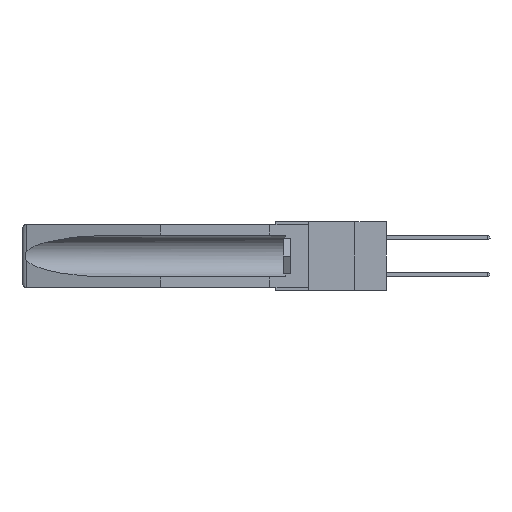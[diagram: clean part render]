
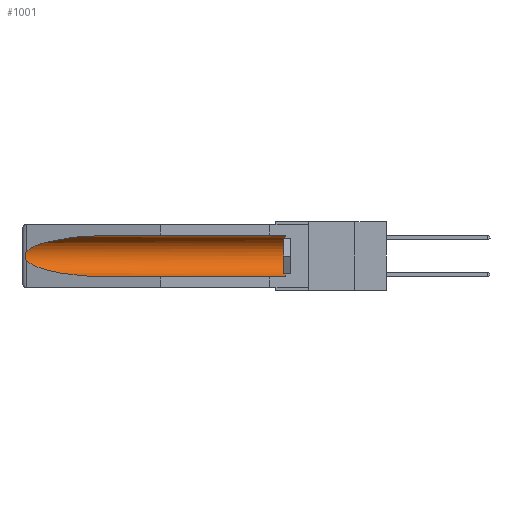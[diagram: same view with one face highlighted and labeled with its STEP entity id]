
A CAD part, left-side view. The second image highlights one B-rep face of the part: STEP entity #1001.
In plain terms, the highlighted cylindrical face has radius 2.857 mm (diameter 5.715 mm), a partial arc.
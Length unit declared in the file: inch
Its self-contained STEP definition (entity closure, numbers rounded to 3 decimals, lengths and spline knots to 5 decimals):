
#17 = AXIS2_PLACEMENT_3D ( 'NONE', #4530, #14228, #7720 ) ;
#70 = EDGE_LOOP ( 'NONE', ( #7698, #5714, #6495, #15204, #12789, #20888 ) ) ;
#366 = VECTOR ( 'NONE', #3801, 39.37008 ) ;
#799 = CARTESIAN_POINT ( 'NONE',  ( 0.26597, 1.5296, -0.19026 ) ) ;
#942 = CARTESIAN_POINT ( 'NONE',  ( 0.2673, 1.5327, -0.16383 ) ) ;
#1001 = ADVANCED_FACE ( 'NONE', ( #14100 ), #3714, .F. ) ;
#1902 = CARTESIAN_POINT ( 'NONE',  ( 0.26537, 1.52718, -0.19328 ) ) ;
#2338 = VECTOR ( 'NONE', #4185, 39.37008 ) ;
#2551 = CARTESIAN_POINT ( 'NONE',  ( 0.155, -0.30754, -0.284 ) ) ;
#2567 = EDGE_CURVE ( 'NONE', #8812, #7561, #20335, .T. ) ;
#3593 = VERTEX_POINT ( 'NONE', #18376 ) ;
#3714 = CYLINDRICAL_SURFACE ( 'NONE', #17, 0.1125 ) ;
#3749 = CARTESIAN_POINT ( 'NONE',  ( 0.155, 1.07973, -0.284 ) ) ;
#3801 = DIRECTION ( 'NONE',  ( 0., 1., 0. ) ) ;
#4185 = DIRECTION ( 'NONE',  ( 0., 1., 0. ) ) ;
#4523 = AXIS2_PLACEMENT_3D ( 'NONE', #5487, #7133, #11712 ) ;
#4530 = CARTESIAN_POINT ( 'NONE',  ( 0.155, -0.30754, -0.1715 ) ) ;
#5287 = CARTESIAN_POINT ( 'NONE',  ( 0.26537, 1.52718, -0.14972 ) ) ;
#5487 = CARTESIAN_POINT ( 'NONE',  ( 0.155, 0.126, -0.1715 ) ) ;
#5562 = CARTESIAN_POINT ( 'NONE',  ( 0.21114, 1.30732, -0.059 ) ) ;
#5714 = ORIENTED_EDGE ( 'NONE', *, *, #2567, .T. ) ;
#6495 = ORIENTED_EDGE ( 'NONE', *, *, #18781, .T. ) ;
#6912 = LINE ( 'NONE', #2551, #2338 ) ;
#6953 = CARTESIAN_POINT ( 'NONE',  ( 0.155, 1.07973, -0.059 ) ) ;
#7124 = CARTESIAN_POINT ( 'NONE',  ( 0.26655, 1.53094, -0.18657 ) ) ;
#7133 = DIRECTION ( 'NONE',  ( 0., -1., 0. ) ) ;
#7561 = VERTEX_POINT ( 'NONE', #1902 ) ;
#7698 = ORIENTED_EDGE ( 'NONE', *, *, #8639, .T. ) ;
#7720 = DIRECTION ( 'NONE',  ( 0., 0., 1. ) ) ;
#8018 = CARTESIAN_POINT ( 'NONE',  ( 0.26537, 1.52718, -0.19328 ) ) ;
#8364 = CARTESIAN_POINT ( 'NONE',  ( 0.21114, 1.30732, -0.284 ) ) ;
#8576 = CIRCLE ( 'NONE', #4523, 0.1125 ) ;
#8639 = EDGE_CURVE ( 'NONE', #16329, #8812, #14746, .T. ) ;
#8812 = VERTEX_POINT ( 'NONE', #9102 ) ;
#9102 = CARTESIAN_POINT ( 'NONE',  ( 0.26537, 1.52718, -0.14972 ) ) ;
#10376 = CARTESIAN_POINT ( 'NONE',  ( 0.155, 1.07973, -0.059 ) ) ;
#10499 = CARTESIAN_POINT ( 'NONE',  ( 0.2673, 1.53269, -0.17917 ) ) ;
#11556 = CARTESIAN_POINT ( 'NONE',  ( 0.25451, 1.48313, -0.24835 ) ) ;
#11668 = CARTESIAN_POINT ( 'NONE',  ( 0.155, 0.126, -0.284 ) ) ;
#11712 = DIRECTION ( 'NONE',  ( 0., 0., 1. ) ) ;
#12193 = CARTESIAN_POINT ( 'NONE',  ( 0.26654, 1.53092, -0.15636 ) ) ;
#12268 = CARTESIAN_POINT ( 'NONE',  ( 0.2675, 1.53308, -0.17534 ) ) ;
#12553 =( BOUNDED_CURVE ( )  B_SPLINE_CURVE ( 3, ( #8018, #11556, #8364, #3749 ),
 .UNSPECIFIED., .F., .F. ) 
 B_SPLINE_CURVE_WITH_KNOTS ( ( 4, 4 ),
 ( 0.1948, 1.5708 ),
 .UNSPECIFIED. ) 
 CURVE ( )  GEOMETRIC_REPRESENTATION_ITEM ( )  RATIONAL_B_SPLINE_CURVE ( ( 1., 0.848, 0.848, 1. ) ) 
 REPRESENTATION_ITEM ( '' )  );
#12789 = ORIENTED_EDGE ( 'NONE', *, *, #20851, .T. ) ;
#13362 = CARTESIAN_POINT ( 'NONE',  ( 0.25451, 1.48313, -0.09465 ) ) ;
#13744 = CARTESIAN_POINT ( 'NONE',  ( 0.26597, 1.52961, -0.15275 ) ) ;
#13783 = LINE ( 'NONE', #18521, #366 ) ;
#13814 = CARTESIAN_POINT ( 'NONE',  ( 0.26537, 1.52718, -0.19328 ) ) ;
#14100 = FACE_OUTER_BOUND ( 'NONE', #70, .T. ) ;
#14228 = DIRECTION ( 'NONE',  ( 0., 1., 0. ) ) ;
#14746 =( BOUNDED_CURVE ( )  B_SPLINE_CURVE ( 3, ( #10376, #5562, #13362, #5287 ),
 .UNSPECIFIED., .F., .F. ) 
 B_SPLINE_CURVE_WITH_KNOTS ( ( 4, 4 ),
 ( 4.71239, 6.08839 ),
 .UNSPECIFIED. ) 
 CURVE ( )  GEOMETRIC_REPRESENTATION_ITEM ( )  RATIONAL_B_SPLINE_CURVE ( ( 1., 0.848, 0.848, 1. ) ) 
 REPRESENTATION_ITEM ( '' )  );
#15204 = ORIENTED_EDGE ( 'NONE', *, *, #18444, .F. ) ;
#15783 = VERTEX_POINT ( 'NONE', #16671 ) ;
#16329 = VERTEX_POINT ( 'NONE', #6953 ) ;
#16671 = CARTESIAN_POINT ( 'NONE',  ( 0.155, 0.126, -0.059 ) ) ;
#16867 = CARTESIAN_POINT ( 'NONE',  ( 0.2675, 1.53308, -0.16763 ) ) ;
#17020 = EDGE_CURVE ( 'NONE', #15783, #16329, #13783, .T. ) ;
#18376 = CARTESIAN_POINT ( 'NONE',  ( 0.155, 1.07973, -0.284 ) ) ;
#18444 = EDGE_CURVE ( 'NONE', #19474, #3593, #6912, .T. ) ;
#18521 = CARTESIAN_POINT ( 'NONE',  ( 0.155, -0.30754, -0.059 ) ) ;
#18781 = EDGE_CURVE ( 'NONE', #7561, #3593, #12553, .T. ) ;
#19474 = VERTEX_POINT ( 'NONE', #11668 ) ;
#20335 = B_SPLINE_CURVE_WITH_KNOTS ( 'NONE', 3,
 ( #20341, #13744, #12193, #942, #16867, #12268, #10499, #7124, #799, #13814 ),
 .UNSPECIFIED., .F., .F.,
 ( 4, 2, 2, 2, 4 ),
 ( 0., 0.00029, 0.00058, 0.00087, 0.00117 ),
 .UNSPECIFIED. ) ;
#20341 = CARTESIAN_POINT ( 'NONE',  ( 0.26537, 1.52718, -0.14972 ) ) ;
#20851 = EDGE_CURVE ( 'NONE', #19474, #15783, #8576, .T. ) ;
#20888 = ORIENTED_EDGE ( 'NONE', *, *, #17020, .T. ) ;
